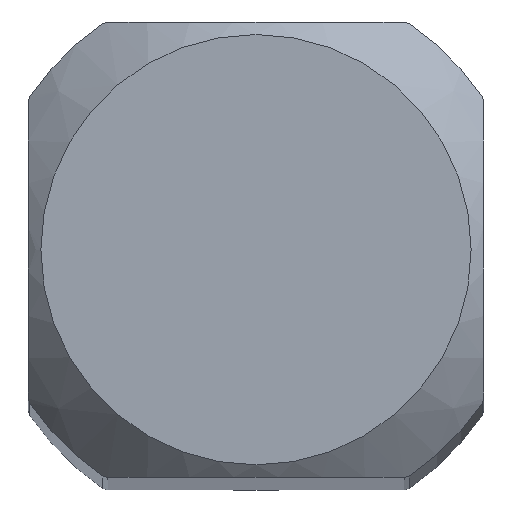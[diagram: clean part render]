
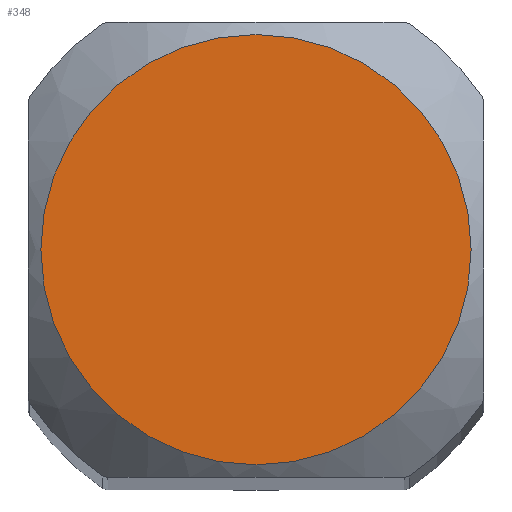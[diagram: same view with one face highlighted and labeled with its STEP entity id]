
A CAD part, top view. The second image highlights one B-rep face of the part: STEP entity #348.
In plain terms, the highlighted planar face has unit normal (0, 0, 1).
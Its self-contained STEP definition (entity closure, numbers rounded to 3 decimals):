
#20=PLANE('',#406);
#86=FACE_OUTER_BOUND('',#108,.T.);
#108=EDGE_LOOP('',(#326));
#133=CIRCLE('',#378,3.);
#159=VERTEX_POINT('',#591);
#193=EDGE_CURVE('',#159,#159,#133,.T.);
#326=ORIENTED_EDGE('',*,*,#193,.T.);
#348=ADVANCED_FACE('',(#86),#20,.T.);
#378=AXIS2_PLACEMENT_3D('',#592,#427,#428);
#406=AXIS2_PLACEMENT_3D('',#717,#499,#500);
#427=DIRECTION('center_axis',(0.,0.,1.));
#428=DIRECTION('ref_axis',(1.,0.,0.));
#499=DIRECTION('center_axis',(0.,0.,1.));
#500=DIRECTION('ref_axis',(1.,0.,0.));
#591=CARTESIAN_POINT('',(3.,0.,100.6));
#592=CARTESIAN_POINT('Origin',(0.,0.,100.6));
#717=CARTESIAN_POINT('Origin',(0.,0.,100.6));
